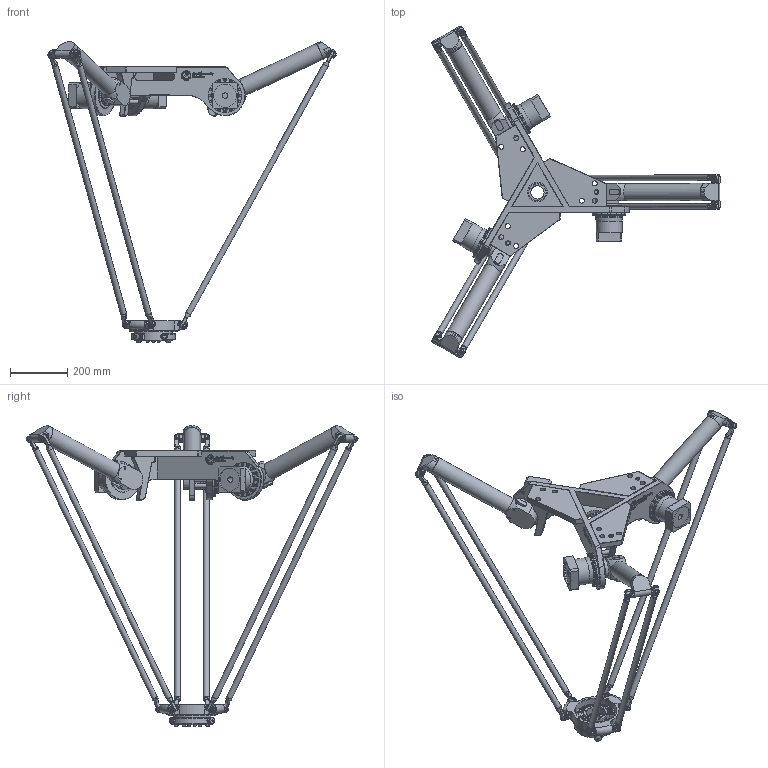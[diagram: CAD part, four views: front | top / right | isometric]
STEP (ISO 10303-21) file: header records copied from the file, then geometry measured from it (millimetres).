
FILE_DESCRIPTION(/* description */ (''),/* implementation_level */ '2;1');
FILE_NAME(/* name */ '3D-model_A_00051-01-ATS.stp',/* time_stamp */ '2022-02-07T15:14:43+01:00',/* author */ ('michael.schutter'),/* organization */ ('Majatronic'),/* preprocessor_version */ 'ST-DEVELOPER v16.5',/* originating_system */ 'Autodesk Inventor 2017',/* authorisation */ '');
FILE_SCHEMA (('AUTOMOTIVE_DESIGN { 1 0 10303 214 3 1 1 }'));
Length unit declared in the file: millimetre
Products named in the file (10): A_00051-01-ATS_DUMMY; MT_BGR00018329MT_BGR; MT_WST00056654MT_WST; MT_WST00046397MT_WST; MT_WST00058144MT_WST; MT_WST00058086MT_WST; MT_WST00031699MT_WST; MT_WST00100986; MT_WST00058878MT_WST; MT_WST00058879MT_WST
Assembly tree (25 placements, depth 3):
  A_00051-01-ATS_DUMMY
    MT_BGR00018329MT_BGR
      MT_WST00056654MT_WST
      MT_WST00046397MT_WST  x3
    MT_WST00058144MT_WST  x3
    MT_WST00031699MT_WST  x6
    MT_WST00058086MT_WST  x6
    MT_WST00100986
    MT_WST00058878MT_WST  x2
    MT_WST00058879MT_WST  x2
Bounding box: 1006.03 x 1158.52 x 1049.31 mm (x, y, z)
Volume: 13955780.7 mm3; surface area: 1732667 mm2
Topology: 24 solids, 24 shells, 2989 faces, 7009 edges, 4419 vertices
Faces by surface type: plane 1627, cylinder 882, cone 318, torus 111, bspline 49, sphere 2
Full cylindrical faces by diameter (mm): 3.242 x6, 4.917 x11, 5 x8, 6 x13, 6.5 x4, 8 x37, 8.5 x96, 10 x8, 10.1 x2, 11.45 x10, 12 x22, 13 x10, 15 x2, 15.4 x2, 16 x32, 17.5 x9, 18 x24, 19 x13, 20 x18, 25 x2, 31.5 x3, 46 x1, 60 x4, 61 x1, 63 x6, 67 x3, 68 x2, 68.87 x3, 81 x3, 84 x1
Entity records: 59638 total; most frequent: CARTESIAN_POINT 17733, DIRECTION 8649, ORIENTED_EDGE 7810, EDGE_CURVE 3905, AXIS2_PLACEMENT_3D 3171, VERTEX_POINT 2668, EDGE_LOOP 2455, LINE 2307
